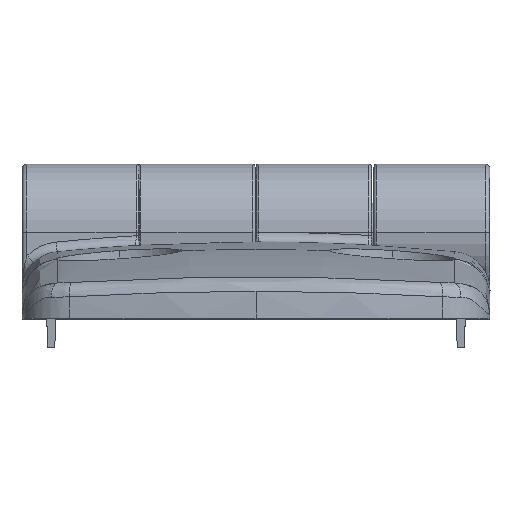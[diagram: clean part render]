
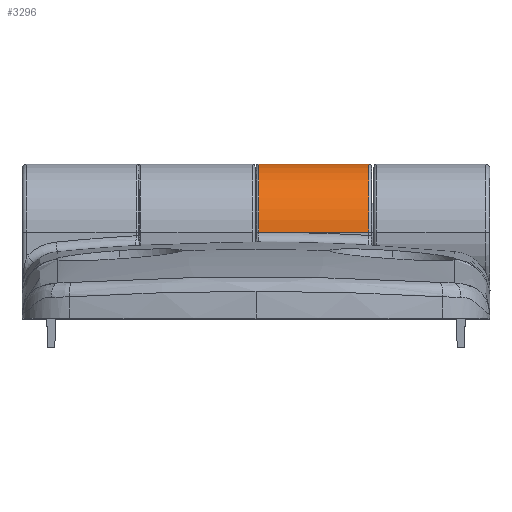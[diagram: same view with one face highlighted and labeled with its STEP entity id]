
A CAD part, top view. The second image highlights one B-rep face of the part: STEP entity #3296.
In plain terms, the highlighted cylindrical face has radius 7 mm (diameter 14 mm), a partial arc.
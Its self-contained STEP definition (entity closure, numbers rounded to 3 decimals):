
#726=CARTESIAN_POINT('',(-0.3,8.9,0.));
#727=DIRECTION('',(1.,0.,0.));
#728=DIRECTION('',(0.,0.,-1.));
#729=AXIS2_PLACEMENT_3D('',#726,#727,#728);
#742=DIRECTION('',(1.,0.,0.));
#743=VECTOR('',#742,11.25);
#744=CARTESIAN_POINT('',(-11.55,8.9,7.));
#745=LINE('',#744,#743);
#749=DIRECTION('',(-1.,0.,0.));
#750=VECTOR('',#749,11.25);
#751=CARTESIAN_POINT('',(-0.3,8.9,
-7.));
#752=LINE('',#751,#750);
#772=CARTESIAN_POINT('',(-11.55,8.9,0.));
#773=DIRECTION('',(-1.,0.,0.));
#774=DIRECTION('',(0.,0.,1.));
#775=AXIS2_PLACEMENT_3D('',#772,#773,#774);
#2673=CARTESIAN_POINT('',(-0.3,8.9,-7.));
#2675=VERTEX_POINT('',#2673);
#2772=CARTESIAN_POINT('',(-11.55,8.9,7.));
#2773=VERTEX_POINT('',#2772);
#2774=CARTESIAN_POINT('',(-0.3,8.9,7.));
#2775=VERTEX_POINT('',#2774);
#2778=CARTESIAN_POINT('',(-11.55,8.9,-7.));
#2779=VERTEX_POINT('',#2778);
#3283=CARTESIAN_POINT('',(24.,8.9,0.));
#3284=DIRECTION('',(-1.,0.,0.));
#3285=DIRECTION('',(0.,0.,1.));
#3286=AXIS2_PLACEMENT_3D('',#3283,#3284,#3285);
#3287=CYLINDRICAL_SURFACE('',#3286,7.);
#3288=ORIENTED_EDGE('',*,*,#3114,.F.);
#3290=ORIENTED_EDGE('',*,*,#3289,.T.);
#3292=ORIENTED_EDGE('',*,*,#3291,.F.);
#3293=ORIENTED_EDGE('',*,*,#3269,.T.);
#3294=EDGE_LOOP('',(#3288,#3290,#3292,#3293));
#3295=FACE_OUTER_BOUND('',#3294,.F.);
#730=CIRCLE('',#729,7.);
#776=CIRCLE('',#775,7.);
#3114=EDGE_CURVE('',#2773,#2775,#745,.T.);
#3269=EDGE_CURVE('',#2675,#2775,#730,.T.);
#3289=EDGE_CURVE('',#2773,#2779,#776,.T.);
#3291=EDGE_CURVE('',#2675,#2779,#752,.T.);
#3296=ADVANCED_FACE('',(#3295),#3287,.T.);
